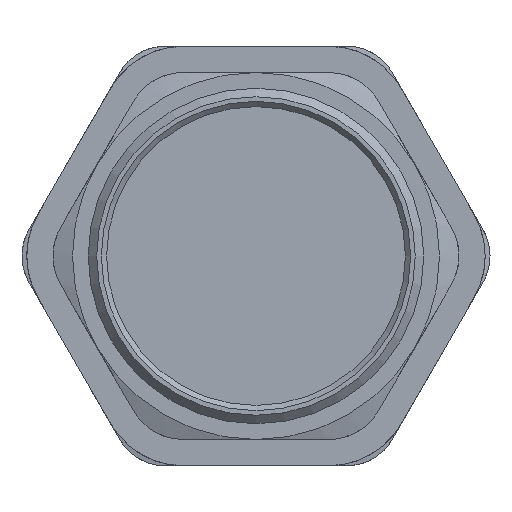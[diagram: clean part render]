
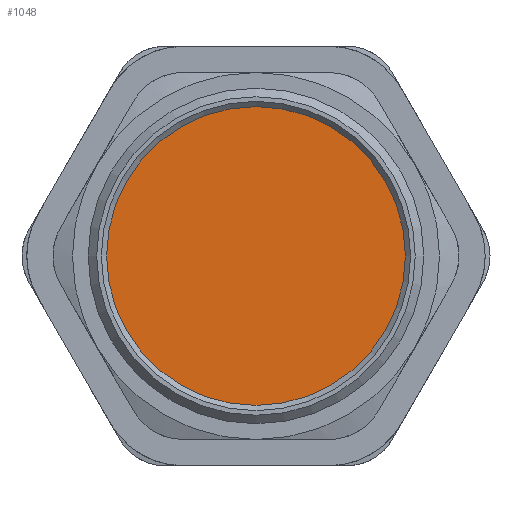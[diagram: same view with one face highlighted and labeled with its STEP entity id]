
A CAD part, front view. The second image highlights one B-rep face of the part: STEP entity #1048.
In plain terms, the highlighted planar face has unit normal (0, -1, 0).
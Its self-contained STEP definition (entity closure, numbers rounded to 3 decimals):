
#114=FACE_OUTER_BOUND('',#177,.T.);
#177=EDGE_LOOP('',(#665));
#366=CIRCLE('',#1141,14.25);
#411=VERTEX_POINT('',#1524);
#511=EDGE_CURVE('',#411,#411,#366,.T.);
#665=ORIENTED_EDGE('',*,*,#511,.F.);
#961=PLANE('',#1140);
#1048=ADVANCED_FACE('',(#114),#961,.F.);
#1140=AXIS2_PLACEMENT_3D('',#1523,#1257,#1258);
#1141=AXIS2_PLACEMENT_3D('',#1525,#1259,#1260);
#1257=DIRECTION('center_axis',(0.,1.,0.));
#1258=DIRECTION('ref_axis',(0.,0.,1.));
#1259=DIRECTION('center_axis',(0.,1.,0.));
#1260=DIRECTION('ref_axis',(1.,0.,0.));
#1523=CARTESIAN_POINT('Origin',(-3.523,-2.656,0.));
#1524=CARTESIAN_POINT('',(-17.773,-2.656,0.));
#1525=CARTESIAN_POINT('Origin',(-3.523,-2.656,0.));
